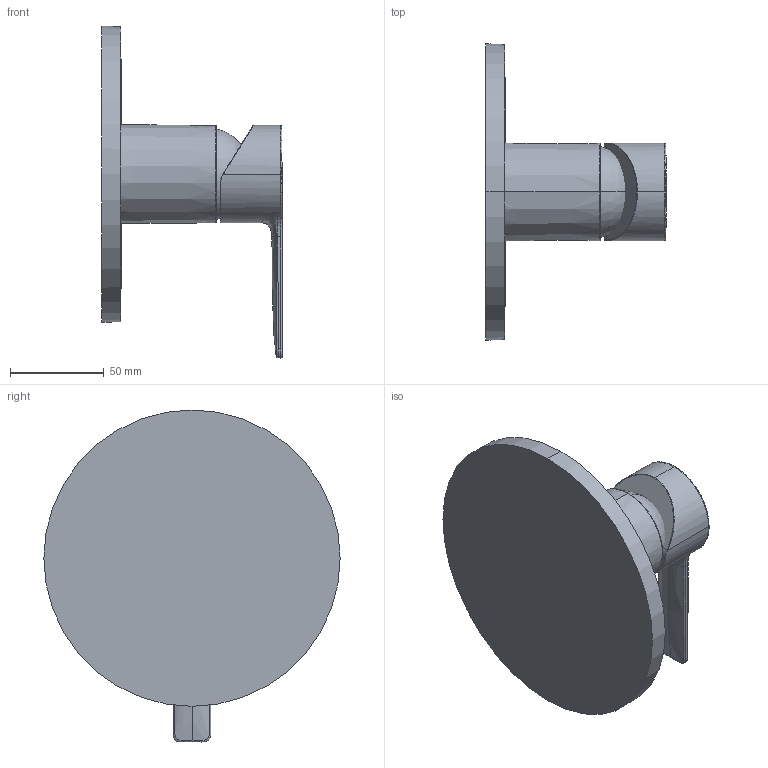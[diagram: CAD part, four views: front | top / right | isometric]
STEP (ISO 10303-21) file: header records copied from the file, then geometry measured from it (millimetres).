
FILE_DESCRIPTION(/* description */ ('AP214 STEP file'),/* implementation_level */ '2;1');
FILE_NAME(/* name */ '24063001_x_t_out.stp',/* time_stamp */ '2025-06-04T09:59:00+02:00',/* author */ (''),/* organization */ (''),/* preprocessor_version */ 'ST-DEVELOPER v18.1',/* originating_system */ 'Elysium Co. Ltd. STEP Translator v8.3.0.0',/* authorisation */ '');
FILE_SCHEMA (('AUTOMOTIVE_DESIGN { 1 0 10303 214 3 1 1 }'));
Length unit declared in the file: millimetre
Products named in the file (4): Group47; Group48; Group49; 24063001
Assembly tree (3 placements, depth 2):
  24063001
    Group47
    Group48
    Group49
Bounding box: 96.11 x 158 x 177 mm (x, y, z)
Volume: 330087.6 mm3; surface area: 82569.7 mm2
Topology: 3 solids, 4 shells, 96 faces, 243 edges, 155 vertices
Faces by surface type: bspline 30, plane 30, cylinder 18, cone 6, extrusion 4, sphere 4, torus 4
Entity records: 4826 total; most frequent: CARTESIAN_POINT 2824, ORIENTED_EDGE 482, EDGE_CURVE 241, STYLED_ITEM 183, VERTEX_POINT 155, B_SPLINE_CURVE_WITH_KNOTS 130, EDGE_LOOP 98, ADVANCED_FACE 96
